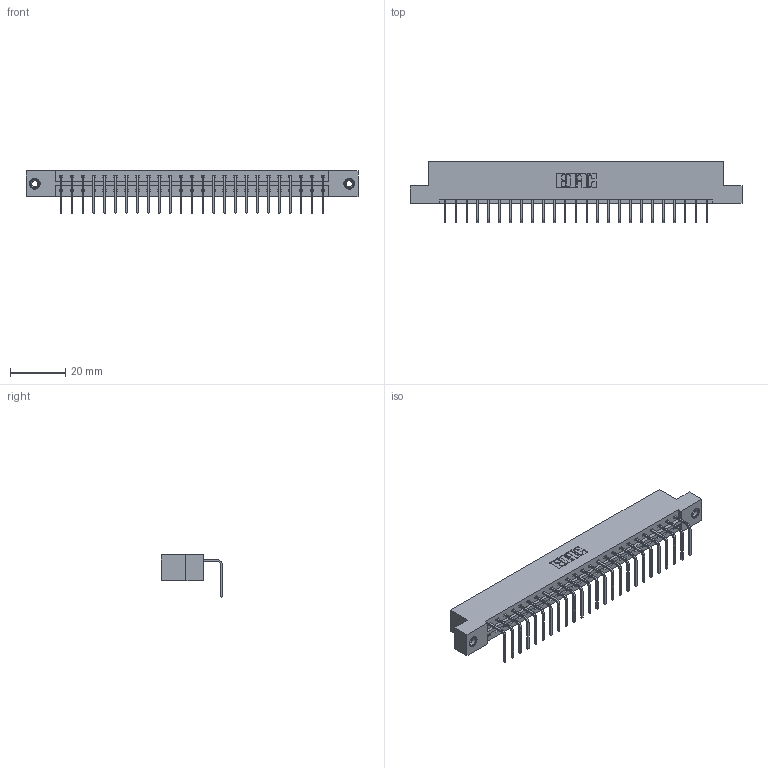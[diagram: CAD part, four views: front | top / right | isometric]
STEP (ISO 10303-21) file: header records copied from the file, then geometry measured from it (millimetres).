
FILE_DESCRIPTION (( 'STEP AP203' ), '1' );
FILE_NAME ('333-025-558-108.STEP', '2018-08-02T12:17:34', ( '' ), ( '' ), 'SwSTEP 2.0', 'SolidWorks 2016', '' );
FILE_SCHEMA (( 'CONFIG_CONTROL_DESIGN' ));
Length unit declared in the file: inch
Products named in the file (4): 333 Part_Flush - .156 Dia - TI; 345-292-001_558 Tail - 2; 345-250-001_345-250-003-102; 333-025-558-108
Assembly tree (28 placements, depth 2):
  333-025-558-108
    333 Part_Flush - .156 Dia - TI
    345-292-001_558 Tail - 2  x25
    345-250-001_345-250-003-102  x2
Bounding box: 120.6 x 22.17 x 15.37 mm (x, y, z)
Volume: 12066.3 mm3; surface area: 13480.8 mm2
Topology: 28 solids, 28 shells, 1674 faces, 4997 edges, 3290 vertices
Faces by surface type: plane 1202, cylinder 456, cone 12, torus 4
Entity records: 18752 total; most frequent: CARTESIAN_POINT 3220, ORIENTED_EDGE 3174, DIRECTION 2783, EDGE_CURVE 1587, LINE 1439, VECTOR 1439, VERTEX_POINT 1052, AXIS2_PLACEMENT_3D 672
